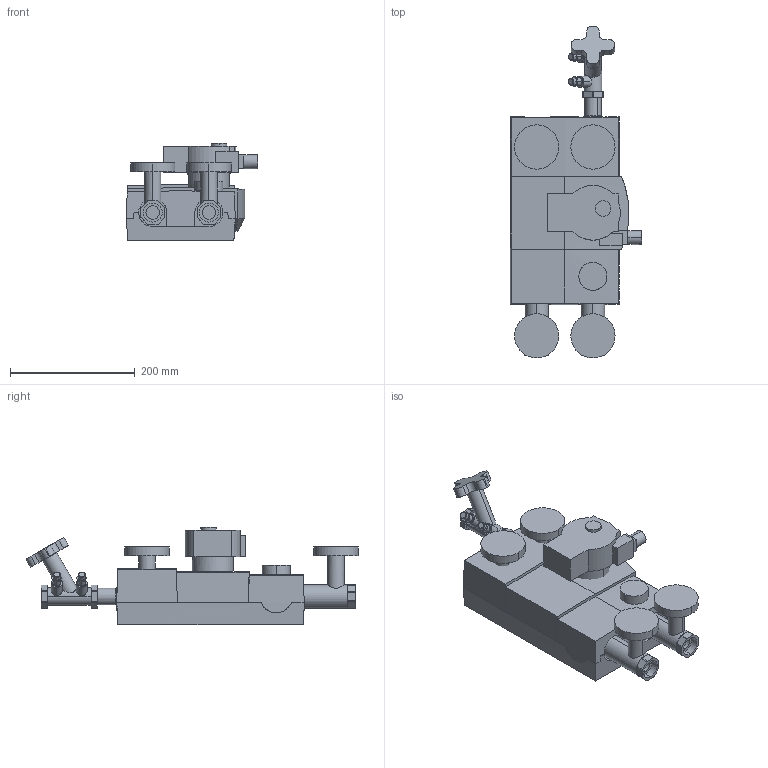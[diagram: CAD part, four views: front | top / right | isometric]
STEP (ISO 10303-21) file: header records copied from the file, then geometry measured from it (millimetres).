
FILE_DESCRIPTION (( 'STEP AP214' ), '1' );
FILE_NAME ('GRA361, GRB361 DN20.STEP', '2026-02-27T13:11:20', ( '' ), ( '' ), 'SwSTEP 2.0', 'SolidWorks 2025', '' );
FILE_SCHEMA (( 'AUTOMOTIVE_DESIGN' ));
Length unit declared in the file: millimetre
Products named in the file (1): GRA361, GRB361 DN20
Bounding box: 210.17 x 531.98 x 156 mm (x, y, z)
Volume: 5517902.6 mm3; surface area: 448764 mm2
Topology: 9 solids, 9 shells, 420 faces, 1083 edges, 703 vertices
Faces by surface type: plane 235, cylinder 168, cone 8, torus 8, bspline 1
Entity records: 18434 total; most frequent: CARTESIAN_POINT 3443, ORIENTED_EDGE 2166, DIRECTION 2136, EDGE_CURVE 1083, AXIS2_PLACEMENT_3D 730, VERTEX_POINT 703, LINE 676, VECTOR 676
